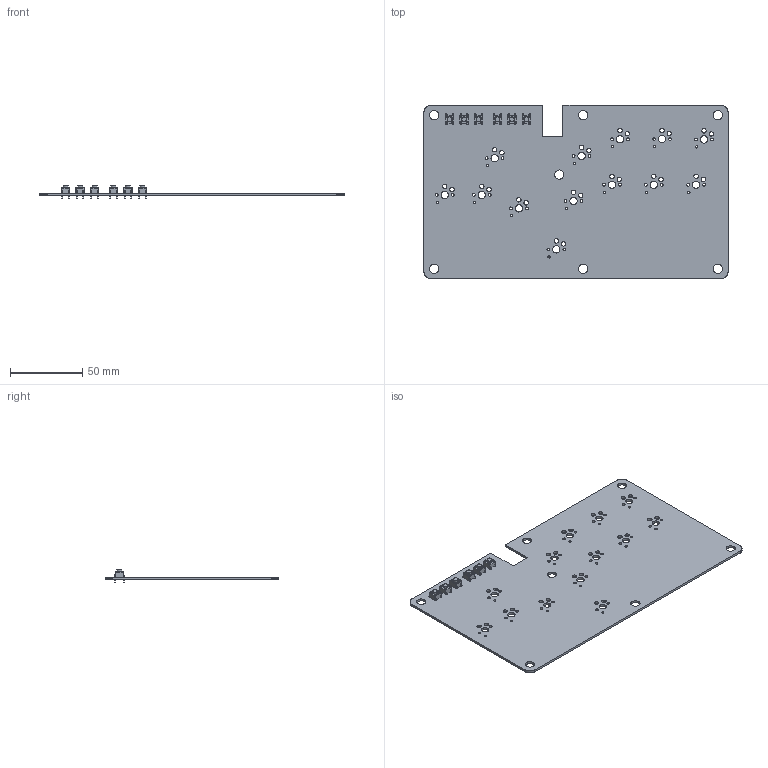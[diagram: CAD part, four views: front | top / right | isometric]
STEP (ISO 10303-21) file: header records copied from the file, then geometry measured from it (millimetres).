
FILE_DESCRIPTION(('KiCad electronic assembly'),'2;1');
FILE_NAME('Flatbox-Dual-PCB.step','2023-08-12T12:18:37',('Pcbnew'),( 'Kicad'),'Open CASCADE STEP processor 7.6','KiCad to STEP converter' ,'Unknown');
FILE_SCHEMA(('AUTOMOTIVE_DESIGN { 1 0 10303 214 1 1 1 1 }'));
Length unit declared in the file: millimetre
Products named in the file (4): Flatbox-Dual-PCB 1; SW_PUSH_6mm_H5mm; SOLID; PCB
Assembly tree (8 placements, depth 3):
  Flatbox-Dual-PCB 1
    SW_PUSH_6mm_H5mm  x6
      SOLID
    PCB
Bounding box: 210 x 120 x 8.5 mm (x, y, z)
Volume: 39417.7 mm3; surface area: 51973.9 mm2
Topology: 7 solids, 7 shells, 821 faces, 2229 edges, 1452 vertices
Faces by surface type: plane 460, cylinder 355, torus 6
Full cylindrical faces by diameter (mm): 1 x24, 1.1 x24, 1.6 x13, 1.9 x26, 3.05 x26, 3.5 x6, 5.05 x13, 6.4 x7
Entity records: 22758 total; most frequent: CARTESIAN_POINT 4936, DIRECTION 3186, LINE 1941, VECTOR 1941, ORIENTED_EDGE 1688, PCURVE 1688, DEFINITIONAL_REPRESENTATION 1688, EDGE_CURVE 844
